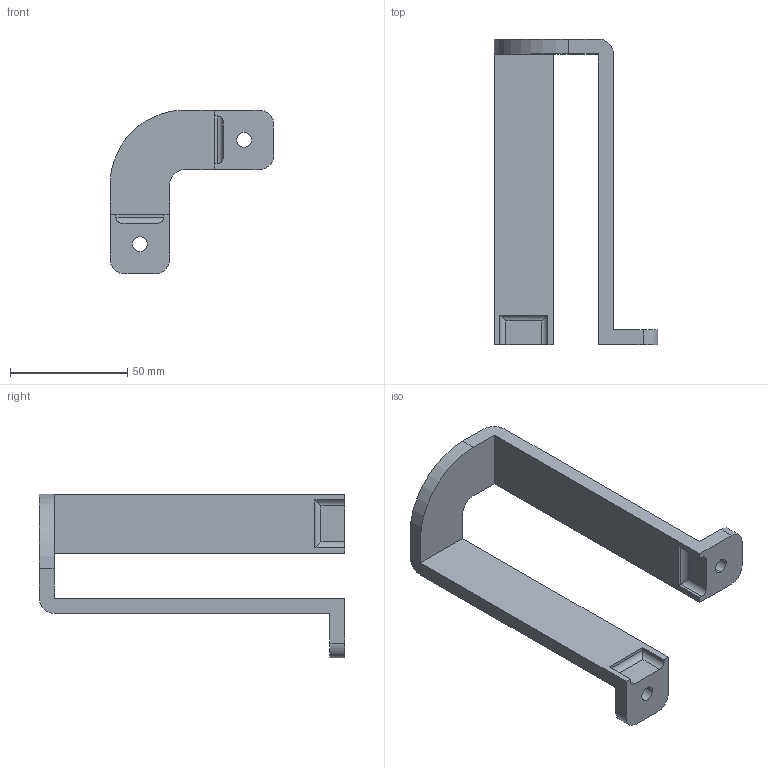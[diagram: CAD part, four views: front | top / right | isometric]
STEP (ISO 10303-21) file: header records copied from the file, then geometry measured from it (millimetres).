
FILE_DESCRIPTION((''),'2;1');
FILE_NAME('LONGBOX_ALIGNMENT','2025-07-24T13:58:40',('N81573'),(''),'CREO PARAMETRIC BY PTC INC, 2022164','CREO PARAMETRIC BY PTC INC, 2022164','');
FILE_SCHEMA(('CONFIG_CONTROL_DESIGN'));
Length unit declared in the file: inch
Products named in the file (1): LONGBOX_ALIGNMENT
Bounding box: 69.85 x 130.18 x 69.85 mm (x, y, z)
Volume: 54152.4 mm3; surface area: 22698.1 mm2
Topology: 1 solids, 1 shells, 42 faces, 116 edges, 76 vertices
Faces by surface type: plane 24, cylinder 18
Entity records: 1416 total; most frequent: CARTESIAN_POINT 274, ORIENTED_EDGE 232, DIRECTION 224, EDGE_CURVE 116, VECTOR 84, LINE 84, VERTEX_POINT 76, AXIS2_PLACEMENT_3D 70
